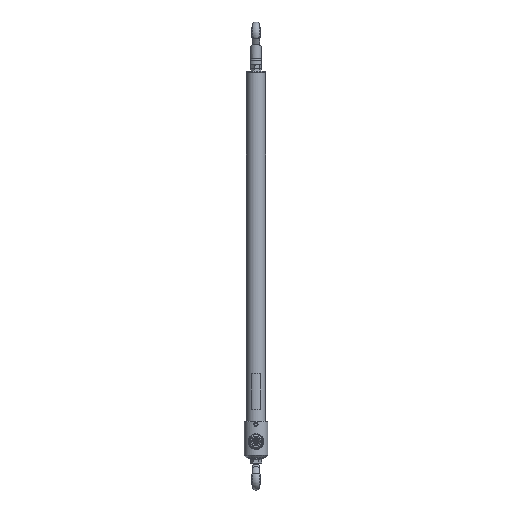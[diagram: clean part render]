
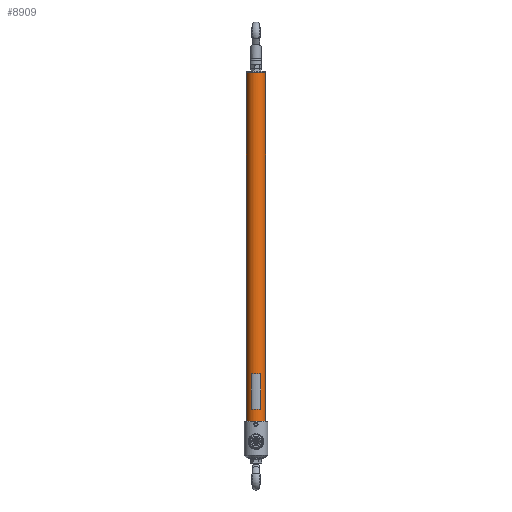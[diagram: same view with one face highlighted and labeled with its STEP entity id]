
A CAD part, front view. The second image highlights one B-rep face of the part: STEP entity #8909.
In plain terms, the highlighted cylindrical face has radius 8 mm (diameter 16 mm), a partial arc.
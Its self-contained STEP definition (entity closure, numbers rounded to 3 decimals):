
#1716 = ORIENTED_EDGE ( 'NONE', *, *, #8936, .T. ) ;
#1719 = ORIENTED_EDGE ( 'NONE', *, *, #1827, .T. ) ;
#1760 = EDGE_CURVE ( 'NONE', #8991, #8989, #4885, .T. ) ;
#1761 = ORIENTED_EDGE ( 'NONE', *, *, #1760, .T. ) ;
#1827 = EDGE_CURVE ( 'NONE', #8955, #8992, #5193, .T. ) ;
#4885 = CIRCLE ( 'NONE', #4903, 8. ) ;
#4900 = DIRECTION ( 'NONE',  ( 1., 0., 0. ) ) ;
#4901 = DIRECTION ( 'NONE',  ( 0., 0., -1. ) ) ;
#4902 = CARTESIAN_POINT ( 'NONE',  ( 0., 0., -0.15 ) ) ;
#4903 = AXIS2_PLACEMENT_3D ( 'NONE', #4902, #4901, #4900 ) ;
#5176 = DIRECTION ( 'NONE',  ( -1., 0., 0. ) ) ;
#5177 = DIRECTION ( 'NONE',  ( 0., 0., 1. ) ) ;
#5178 = CARTESIAN_POINT ( 'NONE',  ( 0., 0., -292.5 ) ) ;
#5186 = AXIS2_PLACEMENT_3D ( 'NONE', #5178, #5177, #5176 ) ;
#5193 = CIRCLE ( 'NONE', #5186, 8. ) ;
#6787 = FACE_OUTER_BOUND ( 'NONE', #8927, .T. ) ;
#6796 = CYLINDRICAL_SURFACE ( 'NONE', #6825, 8. ) ;
#6800 = DIRECTION ( 'NONE',  ( 0., 0., 1. ) ) ;
#6812 = DIRECTION ( 'NONE',  ( 1., 0., 0. ) ) ;
#6825 = AXIS2_PLACEMENT_3D ( 'NONE', #6869, #6868, #6812 ) ;
#6858 = CARTESIAN_POINT ( 'NONE',  ( -8., 0., -301.7 ) ) ;
#6859 = LINE ( 'NONE', #6858, #6861 ) ;
#6861 = VECTOR ( 'NONE', #6800, 1000. ) ;
#6868 = DIRECTION ( 'NONE',  ( 0., 0., 1. ) ) ;
#6869 = CARTESIAN_POINT ( 'NONE',  ( 0., 0., -301.7 ) ) ;
#6915 = CARTESIAN_POINT ( 'NONE',  ( 8., 0., -301.7 ) ) ;
#6951 = DIRECTION ( 'NONE',  ( 0., 0., 1. ) ) ;
#6952 = VECTOR ( 'NONE', #6951, 1000. ) ;
#6958 = LINE ( 'NONE', #6915, #6952 ) ;
#6982 = CARTESIAN_POINT ( 'NONE',  ( -8., 0., -292.5 ) ) ;
#7103 = CARTESIAN_POINT ( 'NONE',  ( 8., 0., -292.5 ) ) ;
#7104 = CARTESIAN_POINT ( 'NONE',  ( 8., 0., -0.15 ) ) ;
#7132 = CARTESIAN_POINT ( 'NONE',  ( -8., 0., -0.15 ) ) ;
#8864 = ORIENTED_EDGE ( 'NONE', *, *, #8918, .F. ) ;
#8909 = ADVANCED_FACE ( 'NONE', ( #6787 ), #6796, .T. ) ;
#8918 = EDGE_CURVE ( 'NONE', #8955, #8989, #6859, .T. ) ;
#8927 = EDGE_LOOP ( 'NONE', ( #8864, #1719, #1716, #1761 ) ) ;
#8936 = EDGE_CURVE ( 'NONE', #8992, #8991, #6958, .T. ) ;
#8955 = VERTEX_POINT ( 'NONE', #6982 ) ;
#8989 = VERTEX_POINT ( 'NONE', #7132 ) ;
#8991 = VERTEX_POINT ( 'NONE', #7104 ) ;
#8992 = VERTEX_POINT ( 'NONE', #7103 ) ;
